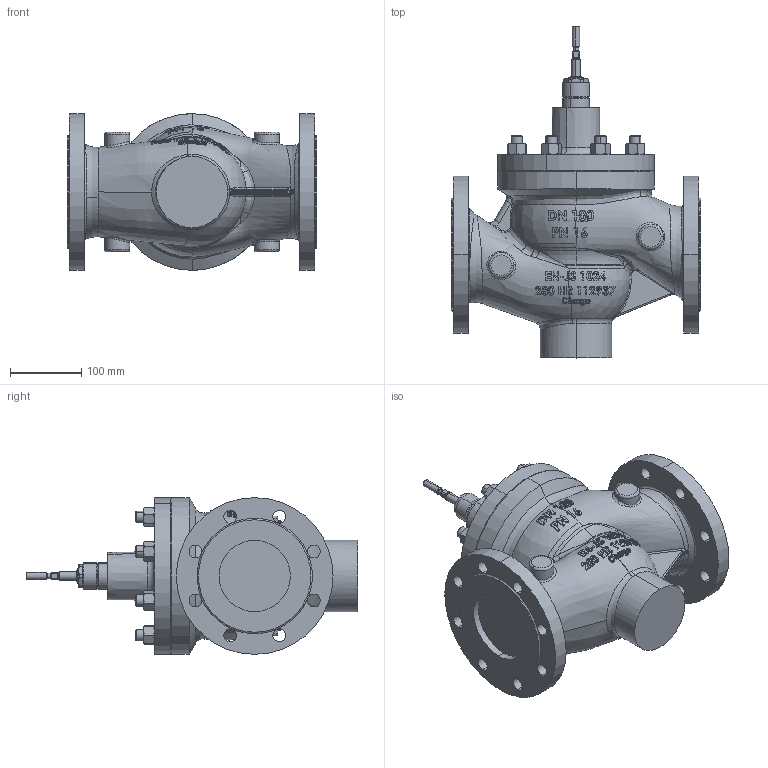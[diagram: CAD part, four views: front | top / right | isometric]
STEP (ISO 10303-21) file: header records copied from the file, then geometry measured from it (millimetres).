
FILE_DESCRIPTION (( 'STEP AP214' ), '1' );
FILE_NAME ('BR225 DN100 XXX PN16 for MC_STEP (Defeature).STEP', '2015-02-27T10:42:08', ( 'tdietz' ), ( '' ), 'SwSTEP 2.0', 'SolidWorks 2014', '' );
FILE_SCHEMA (( 'AUTOMOTIVE_DESIGN' ));
Length unit declared in the file: millimetre
Products named in the file (1): BR225 DN100 XXX PN16 for MC_STEP (Defeature)
Bounding box: 350 x 466 x 220 mm (x, y, z)
Volume: 10076595 mm3; surface area: 511468.3 mm2
Topology: 1 solids, 1 shells, 1006 faces, 2637 edges, 1672 vertices
Faces by surface type: bspline 327, plane 308, cone 139, cylinder 135, torus 57, sphere 40
Entity records: 237332 total; most frequent: CARTESIAN_POINT 212169, ORIENTED_EDGE 5202, DIRECTION 3716, EDGE_CURVE 2601, VERTEX_POINT 1658, AXIS2_PLACEMENT_3D 1546, EDGE_LOOP 1115, B_SPLINE_CURVE_WITH_KNOTS 1108
